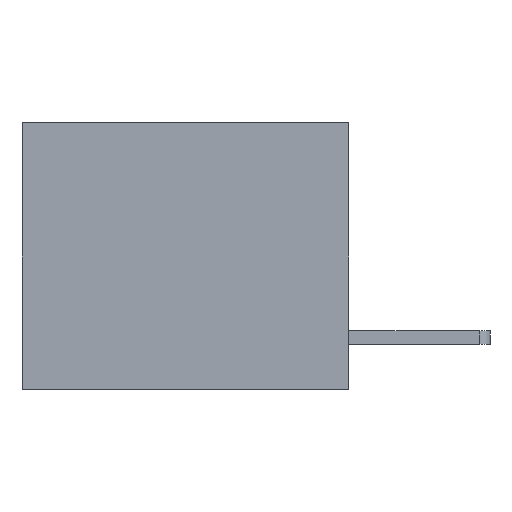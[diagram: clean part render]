
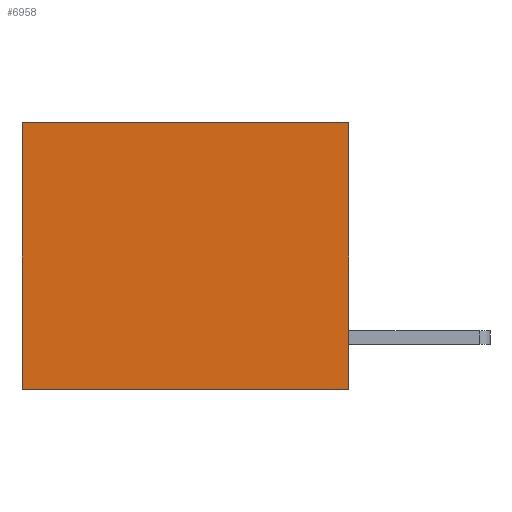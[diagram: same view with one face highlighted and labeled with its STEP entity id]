
A CAD part, left-side view. The second image highlights one B-rep face of the part: STEP entity #6958.
In plain terms, the highlighted planar face has unit normal (-1, 0, 0).
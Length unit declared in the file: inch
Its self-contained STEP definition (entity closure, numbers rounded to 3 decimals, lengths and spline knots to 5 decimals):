
#437 = CARTESIAN_POINT ( 'NONE',  ( 0.3165, 0., -0.49 ) ) ;
#508 = DIRECTION ( 'NONE',  ( 1., 0., 0. ) ) ;
#940 = ORIENTED_EDGE ( 'NONE', *, *, #8120, .T. ) ;
#1240 = DIRECTION ( 'NONE',  ( 0., 0., -1. ) ) ;
#1702 = EDGE_CURVE ( 'NONE', #2659, #2770, #1967, .T. ) ;
#1967 = LINE ( 'NONE', #5119, #4245 ) ;
#2150 = ORIENTED_EDGE ( 'NONE', *, *, #4084, .F. ) ;
#2241 = CARTESIAN_POINT ( 'NONE',  ( 0.3165, 0., -0.49 ) ) ;
#2550 = DIRECTION ( 'NONE',  ( 0., 0., -1. ) ) ;
#2659 = VERTEX_POINT ( 'NONE', #2907 ) ;
#2770 = VERTEX_POINT ( 'NONE', #3706 ) ;
#2907 = CARTESIAN_POINT ( 'NONE',  ( 0.3165, 0.6, 0. ) ) ;
#3141 = DIRECTION ( 'NONE',  ( 0., 0., -1. ) ) ;
#3176 = CARTESIAN_POINT ( 'NONE',  ( 0.3165, 0., 0. ) ) ;
#3313 = VECTOR ( 'NONE', #7869, 39.37008 ) ;
#3557 = VERTEX_POINT ( 'NONE', #3176 ) ;
#3655 = VECTOR ( 'NONE', #5618, 39.37008 ) ;
#3706 = CARTESIAN_POINT ( 'NONE',  ( 0.3165, 0.6, -0.49 ) ) ;
#4084 = EDGE_CURVE ( 'NONE', #3557, #6089, #7155, .T. ) ;
#4245 = VECTOR ( 'NONE', #3141, 39.37008 ) ;
#4575 = ORIENTED_EDGE ( 'NONE', *, *, #8338, .F. ) ;
#4733 = PLANE ( 'NONE',  #8216 ) ;
#5119 = CARTESIAN_POINT ( 'NONE',  ( 0.3165, 0.6, -0.49 ) ) ;
#5160 = FACE_OUTER_BOUND ( 'NONE', #6574, .T. ) ;
#5237 = ORIENTED_EDGE ( 'NONE', *, *, #1702, .T. ) ;
#5241 = LINE ( 'NONE', #5711, #3655 ) ;
#5427 = LINE ( 'NONE', #6458, #3313 ) ;
#5618 = DIRECTION ( 'NONE',  ( 0., 1., 0. ) ) ;
#5711 = CARTESIAN_POINT ( 'NONE',  ( 0.3165, 0., 0. ) ) ;
#5982 = CARTESIAN_POINT ( 'NONE',  ( 0.3165, 0., -0.49 ) ) ;
#6089 = VERTEX_POINT ( 'NONE', #2241 ) ;
#6458 = CARTESIAN_POINT ( 'NONE',  ( 0.3165, 0., -0.49 ) ) ;
#6574 = EDGE_LOOP ( 'NONE', ( #5237, #4575, #2150, #940 ) ) ;
#6958 = ADVANCED_FACE ( 'NONE', ( #5160 ), #4733, .F. ) ;
#7155 = LINE ( 'NONE', #437, #7563 ) ;
#7563 = VECTOR ( 'NONE', #2550, 39.37008 ) ;
#7869 = DIRECTION ( 'NONE',  ( 0., 1., 0. ) ) ;
#8120 = EDGE_CURVE ( 'NONE', #3557, #2659, #5241, .T. ) ;
#8216 = AXIS2_PLACEMENT_3D ( 'NONE', #5982, #508, #1240 ) ;
#8338 = EDGE_CURVE ( 'NONE', #6089, #2770, #5427, .T. ) ;
